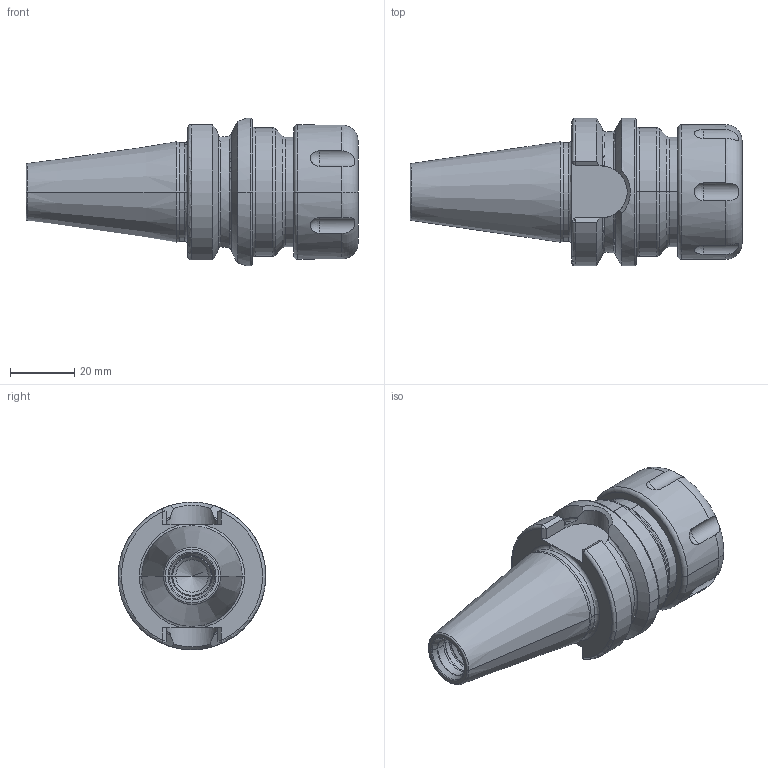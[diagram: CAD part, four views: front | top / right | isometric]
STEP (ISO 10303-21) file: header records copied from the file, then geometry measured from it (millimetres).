
FILE_DESCRIPTION((''),'2;1');
FILE_NAME('30-525-25-3_ASM','2013-05-29T',('mei'),(''),'PRO/ENGINEER BY PARAMETRIC TECHNOLOGY CORPORATION, 2010430','PRO/ENGINEER BY PARAMETRIC TECHNOLOGY CORPORATION, 2010430','');
FILE_SCHEMA(('CONFIG_CONTROL_DESIGN'));
Length unit declared in the file: millimetre
Products named in the file (3): 30-525-25-3; 83-914-25; 30-525-25-3_ASM
Assembly tree (2 placements, depth 2):
  30-525-25-3_ASM
    30-525-25-3
    83-914-25
Bounding box: 103.4 x 45.98 x 45.98 mm (x, y, z)
Volume: 76546.3 mm3; surface area: 22851.2 mm2
Topology: 2 solids, 3 shells, 170 faces, 410 edges, 245 vertices
Faces by surface type: cylinder 51, cone 39, plane 34, torus 34, bspline 6, sphere 6
Entity records: 5614 total; most frequent: CARTESIAN_POINT 1571, DIRECTION 889, ORIENTED_EDGE 804, EDGE_CURVE 404, AXIS2_PLACEMENT_3D 376, VERTEX_POINT 245, CIRCLE 205, EDGE_LOOP 179
